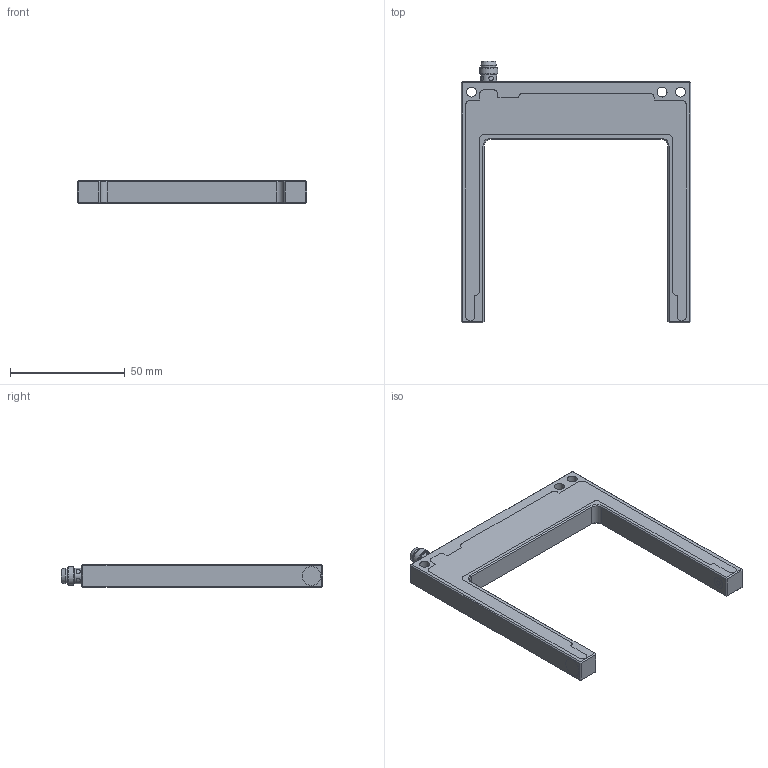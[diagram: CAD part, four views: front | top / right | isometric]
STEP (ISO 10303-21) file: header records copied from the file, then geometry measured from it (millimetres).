
FILE_DESCRIPTION(/* description */ (''),/* implementation_level */ '2;1');
FILE_NAME(/* name */ 'OGU 081-80 G3-T3-V4A.stp',/* time_stamp */ '2024-10-15T08:42:32+02:00',/* author */ ('jw'),/* organization */ ('di-soric GmbH & Co. KG'),/* preprocessor_version */ 'ST-DEVELOPER v20',/* originating_system */ 'Autodesk Inventor 2025',/* authorisation */ '');
FILE_SCHEMA (('AUTOMOTIVE_DESIGN { 1 0 10303 214 3 1 1 }'));
Length unit declared in the file: millimetre
Products named in the file (1): OGU 081-80 G3-T3-V4A
Bounding box: 100 x 114 x 10 mm (x, y, z)
Volume: 22667.3 mm3; surface area: 26714.3 mm2
Topology: 7 solids, 7 shells, 306 faces, 703 edges, 456 vertices
Faces by surface type: plane 179, cylinder 105, cone 12, torus 7, sphere 3
Full cylindrical faces by diameter (mm): 0.5 x6, 0.6 x4, 0.8 x3, 1 x6, 1.567 x1, 2 x9, 4.3 x3, 5 x2, 5.05 x2, 5.5 x1, 5.7 x1, 5.8 x2, 6.5 x2, 6.6 x2, 6.7 x6, 6.9 x1, 8 x1, 8.08 x2, 8.1 x3
Entity records: 9121 total; most frequent: CARTESIAN_POINT 1962, DIRECTION 1513, ORIENTED_EDGE 1398, EDGE_CURVE 699, AXIS2_PLACEMENT_3D 546, VERTEX_POINT 456, LINE 421, VECTOR 421
